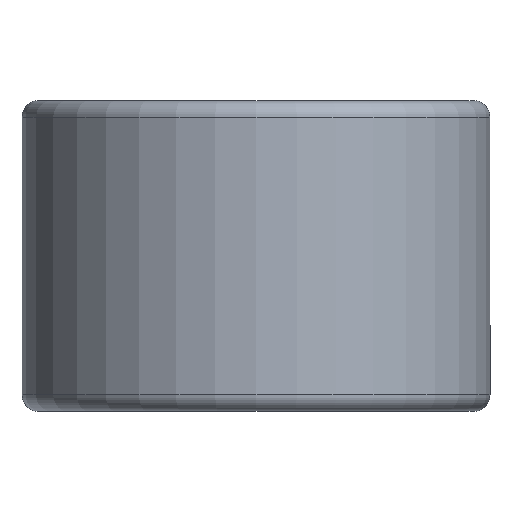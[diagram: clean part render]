
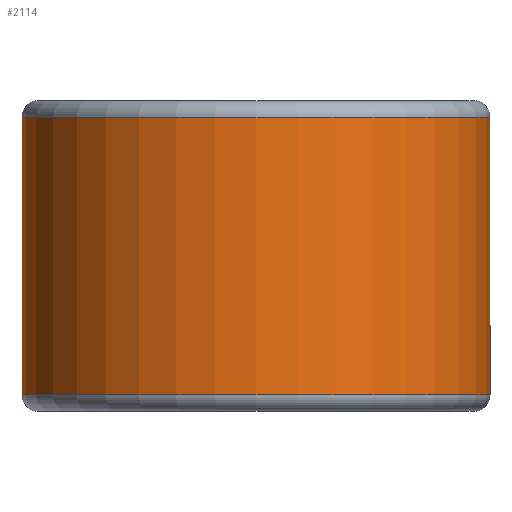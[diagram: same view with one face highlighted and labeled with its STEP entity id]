
A CAD part, front view. The second image highlights one B-rep face of the part: STEP entity #2114.
In plain terms, the highlighted cylindrical face has radius 10.706 mm (diameter 21.412 mm), a partial arc.
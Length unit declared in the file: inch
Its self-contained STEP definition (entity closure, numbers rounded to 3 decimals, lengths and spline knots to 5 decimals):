
#50 = VERTEX_POINT ( 'NONE', #1258 ) ;
#65 = DIRECTION ( 'NONE',  ( 1., 0., 0. ) ) ;
#100 = CIRCLE ( 'NONE', #871, 0.4215 ) ;
#105 = CARTESIAN_POINT ( 'NONE',  ( 0.3435, -1.187, -0.25 ) ) ;
#264 = ORIENTED_EDGE ( 'NONE', *, *, #300, .T. ) ;
#300 = EDGE_CURVE ( 'NONE', #359, #2398, #761, .T. ) ;
#303 = DIRECTION ( 'NONE',  ( 1., 0., 0. ) ) ;
#359 = VERTEX_POINT ( 'NONE', #1778 ) ;
#386 = DIRECTION ( 'NONE',  ( 0., 0., 1. ) ) ;
#517 = EDGE_CURVE ( 'NONE', #1048, #359, #1117, .T. ) ;
#534 = ORIENTED_EDGE ( 'NONE', *, *, #982, .T. ) ;
#558 = VECTOR ( 'NONE', #2659, 39.37008 ) ;
#577 = CARTESIAN_POINT ( 'NONE',  ( -0.078, -1.187, 0.25 ) ) ;
#761 = CIRCLE ( 'NONE', #1344, 0.4215 ) ;
#871 = AXIS2_PLACEMENT_3D ( 'NONE', #2552, #1315, #65 ) ;
#926 = CARTESIAN_POINT ( 'NONE',  ( -0.078, -1.187, 0.25 ) ) ;
#931 = VECTOR ( 'NONE', #2390, 39.37008 ) ;
#982 = EDGE_CURVE ( 'NONE', #2398, #50, #1505, .T. ) ;
#1048 = VERTEX_POINT ( 'NONE', #926 ) ;
#1117 = LINE ( 'NONE', #577, #558 ) ;
#1258 = CARTESIAN_POINT ( 'NONE',  ( 0.765, -1.187, 0.25 ) ) ;
#1315 = DIRECTION ( 'NONE',  ( 0., 0., 1. ) ) ;
#1344 = AXIS2_PLACEMENT_3D ( 'NONE', #105, #1562, #303 ) ;
#1472 = AXIS2_PLACEMENT_3D ( 'NONE', #1860, #386, #1875 ) ;
#1505 = LINE ( 'NONE', #1967, #931 ) ;
#1562 = DIRECTION ( 'NONE',  ( 0., 0., 1. ) ) ;
#1778 = CARTESIAN_POINT ( 'NONE',  ( -0.078, -1.187, -0.25 ) ) ;
#1781 = ORIENTED_EDGE ( 'NONE', *, *, #1808, .F. ) ;
#1808 = EDGE_CURVE ( 'NONE', #1048, #50, #100, .T. ) ;
#1860 = CARTESIAN_POINT ( 'NONE',  ( 0.3435, -1.187, 0. ) ) ;
#1875 = DIRECTION ( 'NONE',  ( 1., 0., 0. ) ) ;
#1967 = CARTESIAN_POINT ( 'NONE',  ( 0.765, -1.187, 0. ) ) ;
#1988 = FACE_OUTER_BOUND ( 'NONE', #2276, .T. ) ;
#2114 = ADVANCED_FACE ( 'NONE', ( #1988 ), #2282, .T. ) ;
#2155 = ORIENTED_EDGE ( 'NONE', *, *, #517, .T. ) ;
#2257 = CARTESIAN_POINT ( 'NONE',  ( 0.765, -1.187, -0.25 ) ) ;
#2276 = EDGE_LOOP ( 'NONE', ( #264, #534, #1781, #2155 ) ) ;
#2282 = CYLINDRICAL_SURFACE ( 'NONE', #1472, 0.4215 ) ;
#2390 = DIRECTION ( 'NONE',  ( 0., 0., 1. ) ) ;
#2398 = VERTEX_POINT ( 'NONE', #2257 ) ;
#2552 = CARTESIAN_POINT ( 'NONE',  ( 0.3435, -1.187, 0.25 ) ) ;
#2659 = DIRECTION ( 'NONE',  ( 0., 0., -1. ) ) ;
